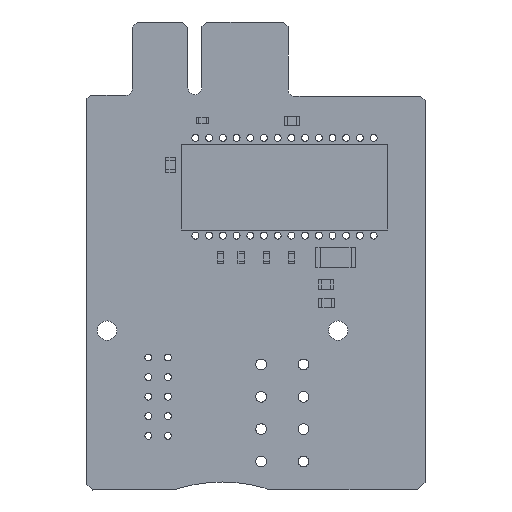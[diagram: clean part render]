
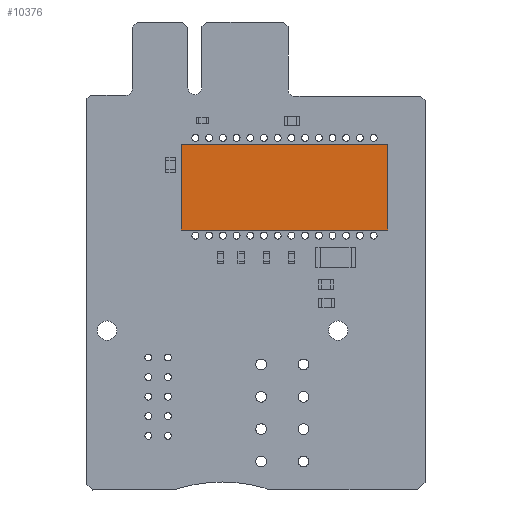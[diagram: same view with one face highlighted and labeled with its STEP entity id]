
A CAD part, top view. The second image highlights one B-rep face of the part: STEP entity #10376.
In plain terms, the highlighted planar face has unit normal (0, 0, 1).
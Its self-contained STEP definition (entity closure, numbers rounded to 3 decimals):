
#10062 = VERTEX_POINT('',#10063);
#10063 = CARTESIAN_POINT('',(13.4,5.575,3.85));
#10070 = PLANE('',#10071);
#10071 = AXIS2_PLACEMENT_3D('',#10072,#10073,#10074);
#10072 = CARTESIAN_POINT('',(13.4,5.575,0.));
#10073 = DIRECTION('',(0.,-1.,0.));
#10074 = DIRECTION('',(-1.,0.,0.));
#10082 = PLANE('',#10083);
#10083 = AXIS2_PLACEMENT_3D('',#10084,#10085,#10086);
#10084 = CARTESIAN_POINT('',(13.4,-5.575,0.));
#10085 = DIRECTION('',(-1.,0.,0.));
#10086 = DIRECTION('',(0.,1.,0.));
#10094 = EDGE_CURVE('',#10062,#10095,#10097,.T.);
#10095 = VERTEX_POINT('',#10096);
#10096 = CARTESIAN_POINT('',(-13.4,5.575,3.85));
#10097 = SURFACE_CURVE('',#10098,(#10102,#10109),.PCURVE_S1.);
#10098 = LINE('',#10099,#10100);
#10099 = CARTESIAN_POINT('',(13.4,5.575,3.85));
#10100 = VECTOR('',#10101,1.);
#10101 = DIRECTION('',(-1.,0.,0.));
#10102 = PCURVE('',#10070,#10103);
#10103 = DEFINITIONAL_REPRESENTATION('',(#10104),#10108);
#10104 = LINE('',#10105,#10106);
#10105 = CARTESIAN_POINT('',(0.,-3.85));
#10106 = VECTOR('',#10107,1.);
#10107 = DIRECTION('',(1.,0.));
#10108 = ( GEOMETRIC_REPRESENTATION_CONTEXT(2) 
PARAMETRIC_REPRESENTATION_CONTEXT() REPRESENTATION_CONTEXT('2D SPACE',''
  ) );
#10109 = PCURVE('',#10110,#10115);
#10110 = PLANE('',#10111);
#10111 = AXIS2_PLACEMENT_3D('',#10112,#10113,#10114);
#10112 = CARTESIAN_POINT('',(13.4,5.575,3.85));
#10113 = DIRECTION('',(0.,0.,-1.));
#10114 = DIRECTION('',(-1.,0.,0.));
#10115 = DEFINITIONAL_REPRESENTATION('',(#10116),#10120);
#10116 = LINE('',#10117,#10118);
#10117 = CARTESIAN_POINT('',(0.,0.));
#10118 = VECTOR('',#10119,1.);
#10119 = DIRECTION('',(1.,0.));
#10120 = ( GEOMETRIC_REPRESENTATION_CONTEXT(2) 
PARAMETRIC_REPRESENTATION_CONTEXT() REPRESENTATION_CONTEXT('2D SPACE',''
  ) );
#10138 = PLANE('',#10139);
#10139 = AXIS2_PLACEMENT_3D('',#10140,#10141,#10142);
#10140 = CARTESIAN_POINT('',(-13.4,5.575,0.));
#10141 = DIRECTION('',(1.,0.,0.));
#10142 = DIRECTION('',(0.,-1.,0.));
#10180 = EDGE_CURVE('',#10095,#10181,#10183,.T.);
#10181 = VERTEX_POINT('',#10182);
#10182 = CARTESIAN_POINT('',(-13.4,-5.575,3.85));
#10183 = SURFACE_CURVE('',#10184,(#10188,#10195),.PCURVE_S1.);
#10184 = LINE('',#10185,#10186);
#10185 = CARTESIAN_POINT('',(-13.4,5.575,3.85));
#10186 = VECTOR('',#10187,1.);
#10187 = DIRECTION('',(0.,-1.,0.));
#10188 = PCURVE('',#10138,#10189);
#10189 = DEFINITIONAL_REPRESENTATION('',(#10190),#10194);
#10190 = LINE('',#10191,#10192);
#10191 = CARTESIAN_POINT('',(0.,-3.85));
#10192 = VECTOR('',#10193,1.);
#10193 = DIRECTION('',(1.,0.));
#10194 = ( GEOMETRIC_REPRESENTATION_CONTEXT(2) 
PARAMETRIC_REPRESENTATION_CONTEXT() REPRESENTATION_CONTEXT('2D SPACE',''
  ) );
#10195 = PCURVE('',#10110,#10196);
#10196 = DEFINITIONAL_REPRESENTATION('',(#10197),#10201);
#10197 = LINE('',#10198,#10199);
#10198 = CARTESIAN_POINT('',(26.8,0.));
#10199 = VECTOR('',#10200,1.);
#10200 = DIRECTION('',(0.,-1.));
#10201 = ( GEOMETRIC_REPRESENTATION_CONTEXT(2) 
PARAMETRIC_REPRESENTATION_CONTEXT() REPRESENTATION_CONTEXT('2D SPACE',''
  ) );
#10219 = PLANE('',#10220);
#10220 = AXIS2_PLACEMENT_3D('',#10221,#10222,#10223);
#10221 = CARTESIAN_POINT('',(-13.4,-5.575,0.));
#10222 = DIRECTION('',(0.,1.,0.));
#10223 = DIRECTION('',(1.,0.,0.));
#10256 = EDGE_CURVE('',#10181,#10257,#10259,.T.);
#10257 = VERTEX_POINT('',#10258);
#10258 = CARTESIAN_POINT('',(13.4,-5.575,3.85));
#10259 = SURFACE_CURVE('',#10260,(#10264,#10271),.PCURVE_S1.);
#10260 = LINE('',#10261,#10262);
#10261 = CARTESIAN_POINT('',(-13.4,-5.575,3.85));
#10262 = VECTOR('',#10263,1.);
#10263 = DIRECTION('',(1.,0.,0.));
#10264 = PCURVE('',#10219,#10265);
#10265 = DEFINITIONAL_REPRESENTATION('',(#10266),#10270);
#10266 = LINE('',#10267,#10268);
#10267 = CARTESIAN_POINT('',(0.,-3.85));
#10268 = VECTOR('',#10269,1.);
#10269 = DIRECTION('',(1.,0.));
#10270 = ( GEOMETRIC_REPRESENTATION_CONTEXT(2) 
PARAMETRIC_REPRESENTATION_CONTEXT() REPRESENTATION_CONTEXT('2D SPACE',''
  ) );
#10271 = PCURVE('',#10110,#10272);
#10272 = DEFINITIONAL_REPRESENTATION('',(#10273),#10277);
#10273 = LINE('',#10274,#10275);
#10274 = CARTESIAN_POINT('',(26.8,-11.15));
#10275 = VECTOR('',#10276,1.);
#10276 = DIRECTION('',(-1.,0.));
#10277 = ( GEOMETRIC_REPRESENTATION_CONTEXT(2) 
PARAMETRIC_REPRESENTATION_CONTEXT() REPRESENTATION_CONTEXT('2D SPACE',''
  ) );
#10327 = EDGE_CURVE('',#10257,#10062,#10328,.T.);
#10328 = SURFACE_CURVE('',#10329,(#10333,#10340),.PCURVE_S1.);
#10329 = LINE('',#10330,#10331);
#10330 = CARTESIAN_POINT('',(13.4,-5.575,3.85));
#10331 = VECTOR('',#10332,1.);
#10332 = DIRECTION('',(0.,1.,0.));
#10333 = PCURVE('',#10082,#10334);
#10334 = DEFINITIONAL_REPRESENTATION('',(#10335),#10339);
#10335 = LINE('',#10336,#10337);
#10336 = CARTESIAN_POINT('',(0.,-3.85));
#10337 = VECTOR('',#10338,1.);
#10338 = DIRECTION('',(1.,0.));
#10339 = ( GEOMETRIC_REPRESENTATION_CONTEXT(2) 
PARAMETRIC_REPRESENTATION_CONTEXT() REPRESENTATION_CONTEXT('2D SPACE',''
  ) );
#10340 = PCURVE('',#10110,#10341);
#10341 = DEFINITIONAL_REPRESENTATION('',(#10342),#10346);
#10342 = LINE('',#10343,#10344);
#10343 = CARTESIAN_POINT('',(0.,-11.15));
#10344 = VECTOR('',#10345,1.);
#10345 = DIRECTION('',(0.,1.));
#10346 = ( GEOMETRIC_REPRESENTATION_CONTEXT(2) 
PARAMETRIC_REPRESENTATION_CONTEXT() REPRESENTATION_CONTEXT('2D SPACE',''
  ) );
#10376 = ADVANCED_FACE('',(#10377),#10110,.F.);
#10377 = FACE_BOUND('',#10378,.T.);
#10378 = EDGE_LOOP('',(#10379,#10380,#10381,#10382));
#10379 = ORIENTED_EDGE('',*,*,#10094,.T.);
#10380 = ORIENTED_EDGE('',*,*,#10180,.T.);
#10381 = ORIENTED_EDGE('',*,*,#10256,.T.);
#10382 = ORIENTED_EDGE('',*,*,#10327,.T.);
